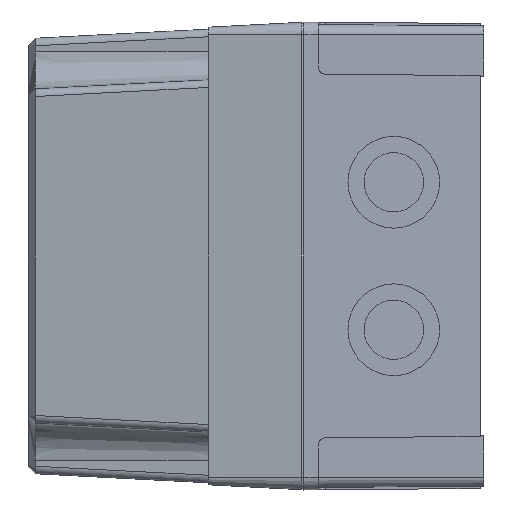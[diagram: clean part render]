
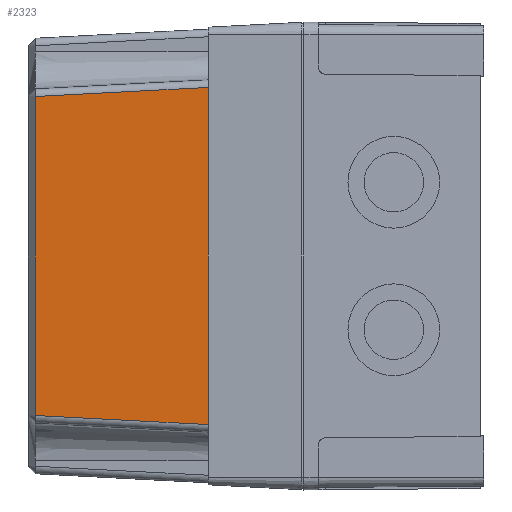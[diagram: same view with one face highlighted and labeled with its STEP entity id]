
A CAD part, left-side view. The second image highlights one B-rep face of the part: STEP entity #2323.
In plain terms, the highlighted planar face has unit normal (-0.999, 0.052, 0).
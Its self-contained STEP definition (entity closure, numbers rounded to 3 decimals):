
#217 = ORIENTED_EDGE ( 'NONE', *, *, #14248, .F. ) ;
#1298 = VERTEX_POINT ( 'NONE', #10261 ) ;
#1993 = AXIS2_PLACEMENT_3D ( 'NONE', #10159, #9909, #14028 ) ;
#2323 = ADVANCED_FACE ( 'NONE', ( #8788 ), #4656, .T. ) ;
#3415 = EDGE_CURVE ( 'NONE', #12823, #5393, #4579, .T. ) ;
#4172 = EDGE_CURVE ( 'NONE', #14010, #12823, #5474, .T. ) ;
#4579 = LINE ( 'NONE', #15076, #11353 ) ;
#4656 = PLANE ( 'NONE',  #1993 ) ;
#5315 = CARTESIAN_POINT ( 'NONE',  ( -63.05, 26.6, -48.95 ) ) ;
#5393 = VERTEX_POINT ( 'NONE', #5400 ) ;
#5400 = CARTESIAN_POINT ( 'NONE',  ( -60.534, 74.6, 44.337 ) ) ;
#5474 = LINE ( 'NONE', #5315, #13211 ) ;
#6776 = DIRECTION ( 'NONE',  ( 0., 0., 1. ) ) ;
#7877 = DIRECTION ( 'NONE',  ( -0.052, -0.997, -0.052 ) ) ;
#8321 = VECTOR ( 'NONE', #16975, 1000. ) ;
#8543 = DIRECTION ( 'NONE',  ( 0.052, 0.997, -0.052 ) ) ;
#8748 = ORIENTED_EDGE ( 'NONE', *, *, #3415, .T. ) ;
#8788 = FACE_OUTER_BOUND ( 'NONE', #15124, .T. ) ;
#9909 = DIRECTION ( 'NONE',  ( -0.999, 0.052, 0. ) ) ;
#10159 = CARTESIAN_POINT ( 'NONE',  ( -63.05, 26.6, -48.95 ) ) ;
#10261 = CARTESIAN_POINT ( 'NONE',  ( -60.534, 74.6, -44.337 ) ) ;
#11063 = VECTOR ( 'NONE', #7877, 1000. ) ;
#11353 = VECTOR ( 'NONE', #8543, 1000. ) ;
#11364 = CARTESIAN_POINT ( 'NONE',  ( -63.05, 26.6, 46.853 ) ) ;
#11390 = CARTESIAN_POINT ( 'NONE',  ( -63.05, 26.6, -46.853 ) ) ;
#11726 = CARTESIAN_POINT ( 'NONE',  ( -60.534, 74.6, -48.95 ) ) ;
#12547 = ORIENTED_EDGE ( 'NONE', *, *, #14140, .T. ) ;
#12823 = VERTEX_POINT ( 'NONE', #11364 ) ;
#13031 = LINE ( 'NONE', #11726, #8321 ) ;
#13211 = VECTOR ( 'NONE', #6776, 1000. ) ;
#14010 = VERTEX_POINT ( 'NONE', #11390 ) ;
#14028 = DIRECTION ( 'NONE',  ( -0.052, -0.999, 0. ) ) ;
#14140 = EDGE_CURVE ( 'NONE', #1298, #14010, #15528, .T. ) ;
#14248 = EDGE_CURVE ( 'NONE', #1298, #5393, #13031, .T. ) ;
#14489 = CARTESIAN_POINT ( 'NONE',  ( -63.056, 26.491, -46.859 ) ) ;
#15076 = CARTESIAN_POINT ( 'NONE',  ( -62.788, 31.593, 46.591 ) ) ;
#15124 = EDGE_LOOP ( 'NONE', ( #217, #12547, #15953, #8748 ) ) ;
#15528 = LINE ( 'NONE', #14489, #11063 ) ;
#15953 = ORIENTED_EDGE ( 'NONE', *, *, #4172, .T. ) ;
#16975 = DIRECTION ( 'NONE',  ( 0., 0., 1. ) ) ;
